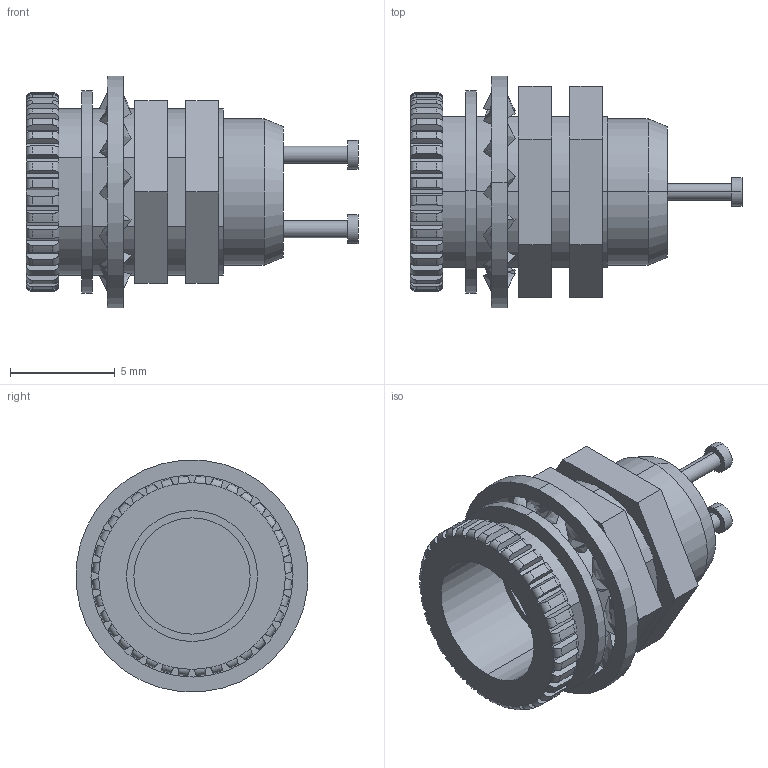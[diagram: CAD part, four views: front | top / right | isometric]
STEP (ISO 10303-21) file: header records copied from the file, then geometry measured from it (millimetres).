
FILE_DESCRIPTION (( 'STEP AP214' ), '1' );
FILE_NAME ('5160_LampHolder.STEP', '2019-05-15T22:12:57', ( 'user' ), ( 'Microsoft' ), 'SwSTEP 2.0', 'SolidWorks 2018', '' );
FILE_SCHEMA (( 'AUTOMOTIVE_DESIGN' ));
Length unit declared in the file: foot
Products named in the file (5): Gasket^5160_LampHolder; Tooth Washer; 5160_Hexnut; 5160_BASE_simple; 5160_LampHolder
Assembly tree (5 placements, depth 2):
  5160_LampHolder
    5160_BASE_simple
    5160_Hexnut  x2
    Tooth Washer
    Gasket^5160_LampHolder
Bounding box: 15.86 x 11.06 x 11.06 mm (x, y, z)
Volume: 425.4 mm3; surface area: 1186.3 mm2
Topology: 5 solids, 5 shells, 371 faces, 1021 edges, 668 vertices
Faces by surface type: plane 140, cylinder 91, torus 72, bspline 66, cone 2
Entity records: 13451 total; most frequent: CARTESIAN_POINT 4923, ORIENTED_EDGE 1928, DIRECTION 1472, EDGE_CURVE 964, VERTEX_POINT 630, AXIS2_PLACEMENT_3D 527, VECTOR 418, LINE 418
